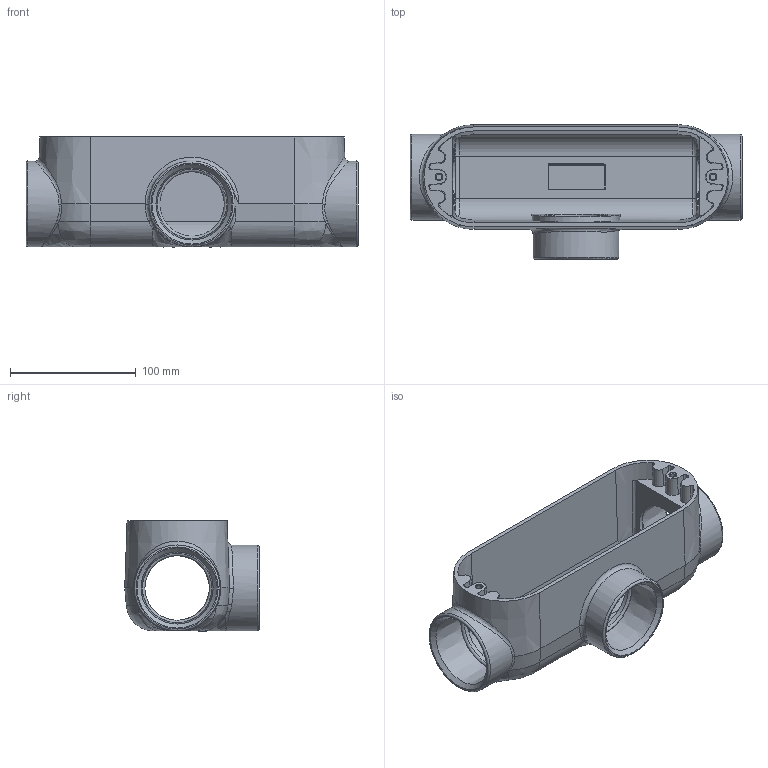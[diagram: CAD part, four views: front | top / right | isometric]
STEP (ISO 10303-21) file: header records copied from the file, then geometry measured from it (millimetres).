
FILE_DESCRIPTION(/* description */ (''),/* implementation_level */ '2;1');
FILE_NAME(/* name */ 'KIL_OT-6.stp',/* time_stamp */ '2019-12-24T12:27:43+06:00',/* author */ ('mashraf'),/* organization */ (''),/* preprocessor_version */ 'ST-DEVELOPER v16.13',/* originating_system */ 'Autodesk Inventor 2018',/* authorisation */ '');
FILE_SCHEMA (('AUTOMOTIVE_DESIGN { 1 0 10303 214 3 1 1 }'));
Length unit declared in the file: inch
Products named in the file (1): 17222-1
Bounding box: 263.52 x 106.76 x 87.31 mm (x, y, z)
Volume: 368832.1 mm3; surface area: 139679.2 mm2
Topology: 1 solids, 1 shells, 151 faces, 395 edges, 240 vertices
Faces by surface type: cone 47, plane 43, bspline 38, cylinder 16, torus 7
Full cylindrical faces by diameter (mm): 51.156 x3, 68.263 x3
Entity records: 11957 total; most frequent: CARTESIAN_POINT 8556, ORIENTED_EDGE 702, DIRECTION 676, EDGE_CURVE 351, AXIS2_PLACEMENT_3D 276, VERTEX_POINT 231, EDGE_LOOP 186, FACE_OUTER_BOUND 151
